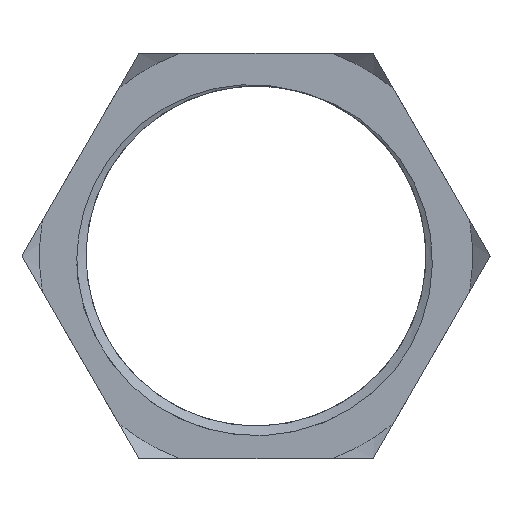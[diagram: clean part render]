
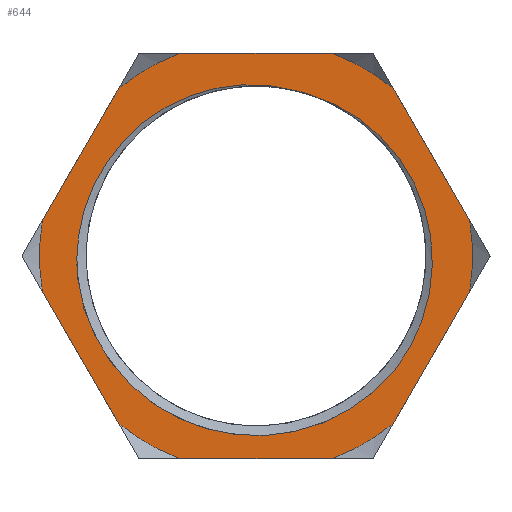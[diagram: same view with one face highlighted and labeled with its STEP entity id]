
A CAD part, left-side view. The second image highlights one B-rep face of the part: STEP entity #644.
In plain terms, the highlighted planar face has unit normal (-1, 0, 0).
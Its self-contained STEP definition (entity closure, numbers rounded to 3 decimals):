
#18=FACE_BOUND('',#188,.T.);
#21=B_SPLINE_CURVE_WITH_KNOTS('',3,(#1293,#1294,#1295,#1296,#1297,#1298,
#1299,#1300,#1301,#1302,#1303,#1304,#1305),.UNSPECIFIED.,.F.,.F.,(4,3,3,
3,4),(-2.687,-2.013,-1.333,-0.662,
0.),.UNSPECIFIED.);
#25=B_SPLINE_CURVE_WITH_KNOTS('',3,(#1656,#1657,#1658,#1659,#1660,#1661,
#1662,#1663,#1664,#1665,#1666,#1667,#1668),.UNSPECIFIED.,.F.,.F.,(4,3,3,
3,4),(-2.69,-2.042,-1.37,-0.69,
0.),.UNSPECIFIED.);
#34=PLANE('',#714);
#42=LINE('',#920,#78);
#46=LINE('',#942,#82);
#55=LINE('',#993,#91);
#66=LINE('',#1052,#102);
#68=LINE('',#1062,#104);
#69=LINE('',#1071,#105);
#78=VECTOR('',#736,10.);
#82=VECTOR('',#750,10.);
#91=VECTOR('',#777,10.);
#102=VECTOR('',#824,10.);
#104=VECTOR('',#828,10.);
#105=VECTOR('',#831,10.);
#150=FACE_OUTER_BOUND('',#187,.T.);
#187=EDGE_LOOP('',(#575,#576,#577,#578,#579,#580,#581,#582,#583,#584,#585,
#586));
#188=EDGE_LOOP('',(#587,#588,#589,#590));
#191=CIRCLE('',#657,17.1);
#202=CIRCLE('',#681,17.1);
#203=CIRCLE('',#683,17.1);
#204=CIRCLE('',#685,17.1);
#205=CIRCLE('',#687,17.1);
#206=CIRCLE('',#689,17.1);
#215=CIRCLE('',#711,13.43);
#216=CIRCLE('',#713,14.19);
#245=VERTEX_POINT('',#892);
#246=VERTEX_POINT('',#894);
#254=VERTEX_POINT('',#918);
#260=VERTEX_POINT('',#939);
#261=VERTEX_POINT('',#941);
#275=VERTEX_POINT('',#990);
#276=VERTEX_POINT('',#992);
#287=VERTEX_POINT('',#1032);
#288=VERTEX_POINT('',#1036);
#289=VERTEX_POINT('',#1040);
#290=VERTEX_POINT('',#1044);
#291=VERTEX_POINT('',#1048);
#299=VERTEX_POINT('',#1291);
#300=VERTEX_POINT('',#1292);
#301=VERTEX_POINT('',#1451);
#302=VERTEX_POINT('',#1655);
#308=EDGE_CURVE('',#245,#246,#191,.T.);
#318=EDGE_CURVE('',#254,#245,#42,.T.);
#326=EDGE_CURVE('',#260,#261,#46,.T.);
#345=EDGE_CURVE('',#275,#276,#55,.T.);
#361=EDGE_CURVE('',#287,#254,#202,.T.);
#362=EDGE_CURVE('',#276,#288,#203,.T.);
#365=EDGE_CURVE('',#289,#260,#204,.T.);
#367=EDGE_CURVE('',#290,#275,#205,.T.);
#368=EDGE_CURVE('',#261,#291,#206,.T.);
#370=EDGE_CURVE('',#246,#289,#66,.T.);
#374=EDGE_CURVE('',#291,#290,#68,.T.);
#377=EDGE_CURVE('',#288,#287,#69,.T.);
#391=EDGE_CURVE('',#299,#300,#21,.T.);
#394=EDGE_CURVE('',#300,#301,#215,.T.);
#396=EDGE_CURVE('',#301,#302,#25,.T.);
#398=EDGE_CURVE('',#299,#302,#216,.T.);
#575=ORIENTED_EDGE('',*,*,#318,.F.);
#576=ORIENTED_EDGE('',*,*,#361,.F.);
#577=ORIENTED_EDGE('',*,*,#377,.F.);
#578=ORIENTED_EDGE('',*,*,#362,.F.);
#579=ORIENTED_EDGE('',*,*,#345,.F.);
#580=ORIENTED_EDGE('',*,*,#367,.F.);
#581=ORIENTED_EDGE('',*,*,#374,.F.);
#582=ORIENTED_EDGE('',*,*,#368,.F.);
#583=ORIENTED_EDGE('',*,*,#326,.F.);
#584=ORIENTED_EDGE('',*,*,#365,.F.);
#585=ORIENTED_EDGE('',*,*,#370,.F.);
#586=ORIENTED_EDGE('',*,*,#308,.F.);
#587=ORIENTED_EDGE('',*,*,#398,.T.);
#588=ORIENTED_EDGE('',*,*,#396,.F.);
#589=ORIENTED_EDGE('',*,*,#394,.F.);
#590=ORIENTED_EDGE('',*,*,#391,.F.);
#644=ADVANCED_FACE('',(#150,#18),#34,.T.);
#657=AXIS2_PLACEMENT_3D('',#895,#726,#727);
#681=AXIS2_PLACEMENT_3D('',#1034,#800,#801);
#683=AXIS2_PLACEMENT_3D('',#1037,#804,#805);
#685=AXIS2_PLACEMENT_3D('',#1042,#810,#811);
#687=AXIS2_PLACEMENT_3D('',#1046,#815,#816);
#689=AXIS2_PLACEMENT_3D('',#1049,#819,#820);
#711=AXIS2_PLACEMENT_3D('',#1452,#869,#870);
#713=AXIS2_PLACEMENT_3D('',#1708,#873,#874);
#714=AXIS2_PLACEMENT_3D('',#1709,#875,#876);
#726=DIRECTION('center_axis',(1.,0.,0.));
#727=DIRECTION('ref_axis',(0.,0.,-1.));
#736=DIRECTION('',(0.,-0.5,0.866));
#750=DIRECTION('',(0.,-0.5,-0.866));
#777=DIRECTION('',(0.,1.,0.));
#800=DIRECTION('center_axis',(1.,0.,0.));
#801=DIRECTION('ref_axis',(0.,0.,-1.));
#804=DIRECTION('center_axis',(1.,0.,0.));
#805=DIRECTION('ref_axis',(0.,0.,-1.));
#810=DIRECTION('center_axis',(1.,0.,0.));
#811=DIRECTION('ref_axis',(0.,0.,-1.));
#815=DIRECTION('center_axis',(1.,0.,0.));
#816=DIRECTION('ref_axis',(0.,0.,-1.));
#819=DIRECTION('center_axis',(1.,0.,0.));
#820=DIRECTION('ref_axis',(0.,0.,-1.));
#824=DIRECTION('',(0.,-1.,0.));
#828=DIRECTION('',(0.,0.5,-0.866));
#831=DIRECTION('',(0.,0.5,0.866));
#869=DIRECTION('center_axis',(-1.,0.,0.));
#870=DIRECTION('ref_axis',(0.,0.,1.));
#873=DIRECTION('center_axis',(1.,0.,0.));
#874=DIRECTION('ref_axis',(0.,0.,-1.));
#875=DIRECTION('center_axis',(-1.,0.,0.));
#876=DIRECTION('ref_axis',(0.,0.,1.));
#892=CARTESIAN_POINT('',(-4.19,10.839,13.226));
#894=CARTESIAN_POINT('',(-4.19,6.034,16.));
#895=CARTESIAN_POINT('Origin',(-4.19,0.,0.));
#918=CARTESIAN_POINT('',(-4.19,16.873,2.774));
#920=CARTESIAN_POINT('',(-4.19,11.547,12.));
#939=CARTESIAN_POINT('',(-4.19,-10.839,13.226));
#941=CARTESIAN_POINT('',(-4.19,-16.873,2.774));
#942=CARTESIAN_POINT('',(-4.19,-16.166,4.));
#990=CARTESIAN_POINT('',(-4.19,-6.034,-16.));
#992=CARTESIAN_POINT('',(-4.19,6.034,-16.));
#993=CARTESIAN_POINT('',(-4.19,4.619,-16.));
#1032=CARTESIAN_POINT('',(-4.19,16.873,-2.774));
#1034=CARTESIAN_POINT('Origin',(-4.19,0.,0.));
#1036=CARTESIAN_POINT('',(-4.19,10.839,-13.226));
#1037=CARTESIAN_POINT('Origin',(-4.19,0.,0.));
#1040=CARTESIAN_POINT('',(-4.19,-6.034,16.));
#1042=CARTESIAN_POINT('Origin',(-4.19,0.,0.));
#1044=CARTESIAN_POINT('',(-4.19,-10.839,-13.226));
#1046=CARTESIAN_POINT('Origin',(-4.19,0.,0.));
#1048=CARTESIAN_POINT('',(-4.19,-16.873,-2.774));
#1049=CARTESIAN_POINT('Origin',(-4.19,0.,0.));
#1052=CARTESIAN_POINT('',(-4.19,-4.619,16.));
#1062=CARTESIAN_POINT('',(-4.19,-11.547,-12.));
#1071=CARTESIAN_POINT('',(-4.19,16.166,-4.));
#1291=CARTESIAN_POINT('',(-4.19,-10.945,-9.031));
#1292=CARTESIAN_POINT('',(-4.19,-4.233,12.745));
#1293=CARTESIAN_POINT('Ctrl Pts',(-4.19,-10.946,-9.032));
#1294=CARTESIAN_POINT('Ctrl Pts',(-4.19,-12.329,-7.258));
#1295=CARTESIAN_POINT('Ctrl Pts',(-4.19,-13.277,-5.159));
#1296=CARTESIAN_POINT('Ctrl Pts',(-4.19,-13.689,-2.956));
#1297=CARTESIAN_POINT('Ctrl Pts',(-4.19,-14.104,-0.734));
#1298=CARTESIAN_POINT('Ctrl Pts',(-4.19,-13.969,1.595));
#1299=CARTESIAN_POINT('Ctrl Pts',(-4.19,-13.294,3.75));
#1300=CARTESIAN_POINT('Ctrl Pts',(-4.19,-12.629,5.875));
#1301=CARTESIAN_POINT('Ctrl Pts',(-4.19,-11.436,7.843));
#1302=CARTESIAN_POINT('Ctrl Pts',(-4.19,-9.85,9.409));
#1303=CARTESIAN_POINT('Ctrl Pts',(-4.19,-8.287,10.954));
#1304=CARTESIAN_POINT('Ctrl Pts',(-4.19,-6.346,12.111));
#1305=CARTESIAN_POINT('Ctrl Pts',(-4.19,-4.233,12.745));
#1451=CARTESIAN_POINT('',(-4.19,-3.212,13.04));
#1452=CARTESIAN_POINT('Origin',(-4.19,0.,0.));
#1655=CARTESIAN_POINT('',(-4.19,14.074,-1.807));
#1656=CARTESIAN_POINT('Ctrl Pts',(-4.19,-3.212,13.041));
#1657=CARTESIAN_POINT('Ctrl Pts',(-4.19,-1.133,13.618));
#1658=CARTESIAN_POINT('Ctrl Pts',(-4.19,1.075,13.683));
#1659=CARTESIAN_POINT('Ctrl Pts',(-4.19,3.18,13.242));
#1660=CARTESIAN_POINT('Ctrl Pts',(-4.19,5.361,12.784));
#1661=CARTESIAN_POINT('Ctrl Pts',(-4.19,7.429,11.778));
#1662=CARTESIAN_POINT('Ctrl Pts',(-4.19,9.139,10.352));
#1663=CARTESIAN_POINT('Ctrl Pts',(-4.19,10.873,8.907));
#1664=CARTESIAN_POINT('Ctrl Pts',(-4.19,12.248,7.023));
#1665=CARTESIAN_POINT('Ctrl Pts',(-4.19,13.103,4.931));
#1666=CARTESIAN_POINT('Ctrl Pts',(-4.19,13.969,2.812));
#1667=CARTESIAN_POINT('Ctrl Pts',(-4.19,14.304,0.48));
#1668=CARTESIAN_POINT('Ctrl Pts',(-4.19,14.074,-1.807));
#1708=CARTESIAN_POINT('Origin',(-4.19,0.,0.));
#1709=CARTESIAN_POINT('Origin',(-4.19,18.475,0.));
